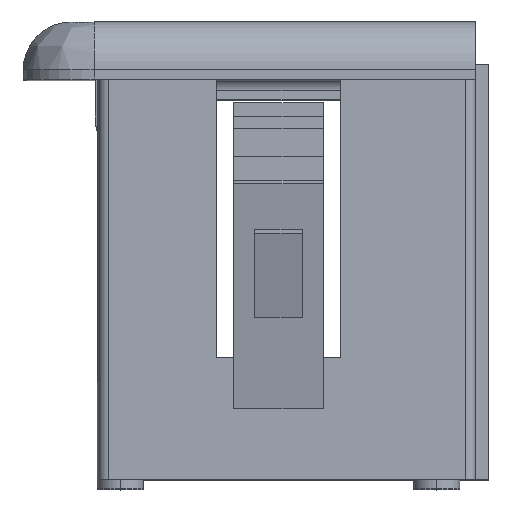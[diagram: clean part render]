
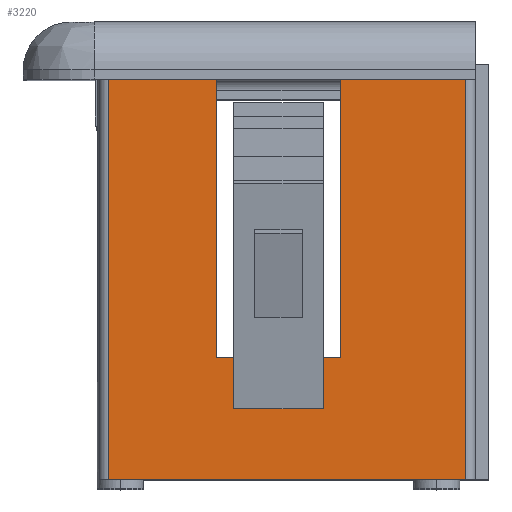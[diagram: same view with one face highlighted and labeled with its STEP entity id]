
A CAD part, top view. The second image highlights one B-rep face of the part: STEP entity #3220.
In plain terms, the highlighted planar face has unit normal (0, 0, 1).
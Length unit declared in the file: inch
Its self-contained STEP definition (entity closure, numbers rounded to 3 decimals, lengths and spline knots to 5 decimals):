
#365=DIRECTION('',(-1.,0.,0.));
#366=VECTOR('',#365,0.938);
#367=CARTESIAN_POINT('',(0.492,-1.2,0.94));
#368=LINE('',#367,#366);
#492=DIRECTION('',(-1.,0.,0.));
#493=VECTOR('',#492,0.3295);
#494=CARTESIAN_POINT('',(0.492,-0.15,0.94));
#495=LINE('',#494,#493);
#500=DIRECTION('',(-1.,0.,0.));
#501=VECTOR('',#500,0.2835);
#502=CARTESIAN_POINT('',(-0.1625,-0.15,0.94));
#503=LINE('',#502,#501);
#767=DIRECTION('',(1.,0.,0.));
#768=VECTOR('',#767,0.045);
#769=CARTESIAN_POINT('',(0.1175,-0.88,0.94));
#770=LINE('',#769,#768);
#771=DIRECTION('',(0.,-1.,0.));
#772=VECTOR('',#771,0.73);
#773=CARTESIAN_POINT('',(0.1625,-0.15,0.94));
#774=LINE('',#773,#772);
#775=DIRECTION('',(0.,-1.,0.));
#776=VECTOR('',#775,0.73);
#777=CARTESIAN_POINT('',(-0.1625,-0.15,0.94));
#778=LINE('',#777,#776);
#779=DIRECTION('',(1.,0.,0.));
#780=VECTOR('',#779,0.045);
#781=CARTESIAN_POINT('',(-0.1625,-0.88,0.94));
#782=LINE('',#781,#780);
#783=DIRECTION('',(0.,1.,0.));
#784=VECTOR('',#783,0.135);
#785=CARTESIAN_POINT('',(-0.1175,-1.015,0.94));
#786=LINE('',#785,#784);
#787=DIRECTION('',(1.,0.,0.));
#788=VECTOR('',#787,0.235);
#789=CARTESIAN_POINT('',(-0.1175,-1.015,0.94));
#790=LINE('',#789,#788);
#791=DIRECTION('',(0.,1.,0.));
#792=VECTOR('',#791,0.135);
#793=CARTESIAN_POINT('',(0.1175,-1.015,0.94));
#794=LINE('',#793,#792);
#1008=DIRECTION('',(0.,-1.,0.));
#1009=VECTOR('',#1008,1.05);
#1010=CARTESIAN_POINT('',(0.492,-0.15,0.94));
#1011=LINE('',#1010,#1009);
#1022=DIRECTION('',(0.,-1.,0.));
#1023=VECTOR('',#1022,1.05);
#1024=CARTESIAN_POINT('',(-0.446,-0.15,0.94));
#1025=LINE('',#1024,#1023);
#1783=CARTESIAN_POINT('',(-0.1175,-1.015,0.94));
#1784=CARTESIAN_POINT('',(0.1175,-1.015,0.94));
#1785=VERTEX_POINT('',#1783);
#1786=VERTEX_POINT('',#1784);
#1828=CARTESIAN_POINT('',(-0.446,-0.15,0.94));
#1830=VERTEX_POINT('',#1828);
#1831=CARTESIAN_POINT('',(-0.446,-1.2,0.94));
#1832=VERTEX_POINT('',#1831);
#1845=CARTESIAN_POINT('',(0.492,-1.2,0.94));
#1846=VERTEX_POINT('',#1845);
#1847=CARTESIAN_POINT('',(0.1175,-0.88,0.94));
#1848=CARTESIAN_POINT('',(0.1625,-0.88,0.94));
#1849=VERTEX_POINT('',#1847);
#1850=VERTEX_POINT('',#1848);
#1851=CARTESIAN_POINT('',(0.1625,-0.15,0.94));
#1852=VERTEX_POINT('',#1851);
#1853=CARTESIAN_POINT('',(-0.1625,-0.15,0.94));
#1854=CARTESIAN_POINT('',(-0.1625,-0.88,0.94));
#1855=VERTEX_POINT('',#1853);
#1856=VERTEX_POINT('',#1854);
#1857=CARTESIAN_POINT('',(-0.1175,-0.88,0.94));
#1858=VERTEX_POINT('',#1857);
#2047=CARTESIAN_POINT('',(0.492,-0.15,0.94));
#2048=VERTEX_POINT('',#2047);
#3194=CARTESIAN_POINT('',(0.6357,-1.2,0.94));
#3195=DIRECTION('',(0.,0.,-1.));
#3196=DIRECTION('',(0.,1.,0.));
#3197=AXIS2_PLACEMENT_3D('',#3194,#3195,#3196);
#3198=PLANE('',#3197);
#3200=ORIENTED_EDGE('',*,*,#3199,.T.);
#3201=ORIENTED_EDGE('',*,*,#3170,.F.);
#3202=ORIENTED_EDGE('',*,*,#2754,.F.);
#3204=ORIENTED_EDGE('',*,*,#3203,.T.);
#3205=ORIENTED_EDGE('',*,*,#2579,.T.);
#3207=ORIENTED_EDGE('',*,*,#3206,.F.);
#3208=ORIENTED_EDGE('',*,*,#2762,.F.);
#3209=ORIENTED_EDGE('',*,*,#3139,.T.);
#3211=ORIENTED_EDGE('',*,*,#3210,.T.);
#3213=ORIENTED_EDGE('',*,*,#3212,.F.);
#3215=ORIENTED_EDGE('',*,*,#3214,.T.);
#3217=ORIENTED_EDGE('',*,*,#3216,.T.);
#3218=EDGE_LOOP('',(#3200,#3201,#3202,#3204,#3205,#3207,#3208,#3209,#3211,#3213,
#3215,#3217));
#3219=FACE_OUTER_BOUND('',#3218,.F.);
#2579=EDGE_CURVE('',#1846,#1832,#368,.T.);
#2754=EDGE_CURVE('',#2048,#1852,#495,.T.);
#2762=EDGE_CURVE('',#1855,#1830,#503,.T.);
#3139=EDGE_CURVE('',#1855,#1856,#778,.T.);
#3170=EDGE_CURVE('',#1852,#1850,#774,.T.);
#3199=EDGE_CURVE('',#1849,#1850,#770,.T.);
#3203=EDGE_CURVE('',#2048,#1846,#1011,.T.);
#3206=EDGE_CURVE('',#1830,#1832,#1025,.T.);
#3210=EDGE_CURVE('',#1856,#1858,#782,.T.);
#3212=EDGE_CURVE('',#1785,#1858,#786,.T.);
#3214=EDGE_CURVE('',#1785,#1786,#790,.T.);
#3216=EDGE_CURVE('',#1786,#1849,#794,.T.);
#3220=ADVANCED_FACE('',(#3219),#3198,.F.);
